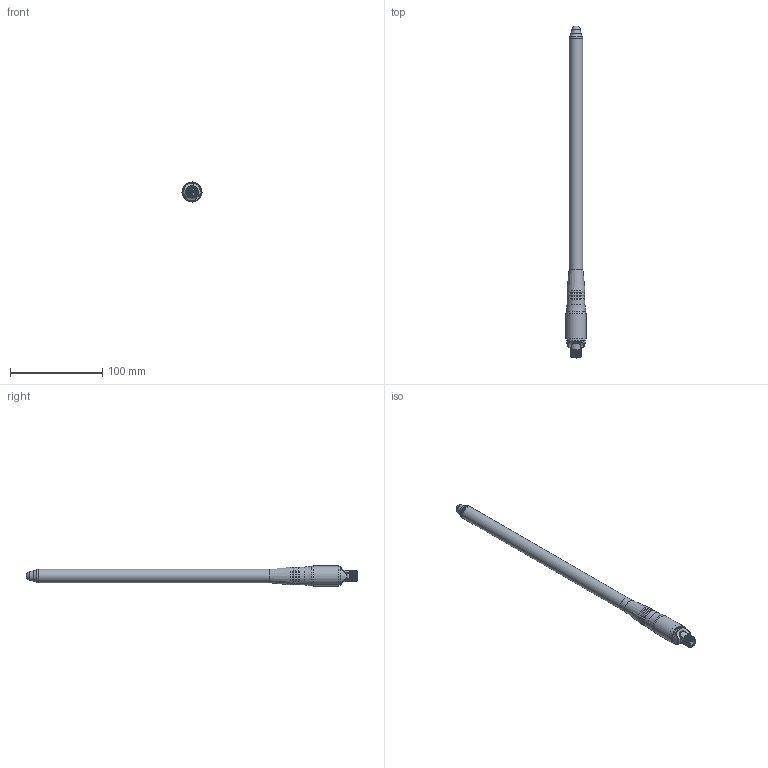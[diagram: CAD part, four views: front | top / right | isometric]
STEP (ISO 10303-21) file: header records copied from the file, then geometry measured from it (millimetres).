
FILE_DESCRIPTION(/* description */ ('Unknown'),/* implementation_level */ '2;1');
FILE_NAME(/* name */ 'PL20 M12 Plast Sliding 250.',/* time_stamp */ '2020-04-22T15:18:50+02:00',/* author */ ('Unknown'),/* organization */ ('Unknown'),/* preprocessor_version */ 'ST-DEVELOPER v16.7',/* originating_system */ 'DEX',/* authorisation */ $);
FILE_SCHEMA (('AUTOMOTIVE_DESIGN {1 0 10303 214 3 1 1}'));
Length unit declared in the file: millimetre
Products named in the file (1): Part5
Bounding box: 21.7 x 359.95 x 21.7 mm (x, y, z)
Volume: 28601.9 mm3; surface area: 33367.2 mm2
Topology: 1 solids, 2 shells, 396 faces, 1033 edges, 657 vertices
Faces by surface type: plane 168, cylinder 110, bspline 41, torus 40, cone 32, sphere 5
Full cylindrical faces by diameter (mm): 1.5 x2, 1.9 x1, 8 x1, 8.3 x1, 8.807 x1, 10.6 x5, 10.917 x1, 11 x1, 11.9 x1, 12 x1, 12.1 x1, 13 x2, 13.6 x1, 14.6 x1, 14.7 x1, 15 x1, 16.5 x1, 19 x2, 19.45 x1, 19.5 x5, 19.6 x1, 20 x1, 20.6 x2, 21.7 x1
Entity records: 18132 total; most frequent: CARTESIAN_POINT 6731, ORIENTED_EDGE 1808, DIRECTION 1635, EDGE_CURVE 904, AXIS2_PLACEMENT_3D 617, VERTEX_POINT 606, EDGE_LOOP 494, FACE_BOUND 494
